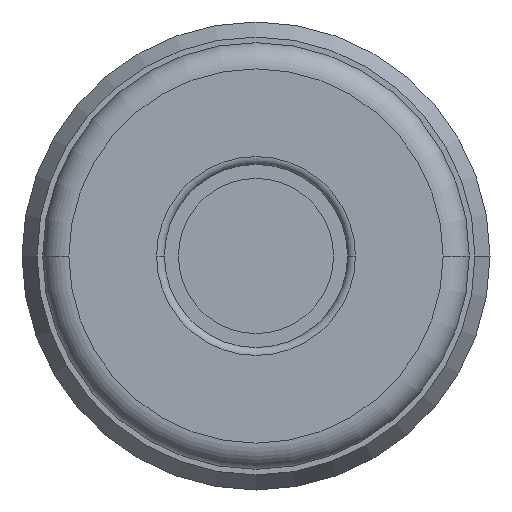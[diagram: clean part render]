
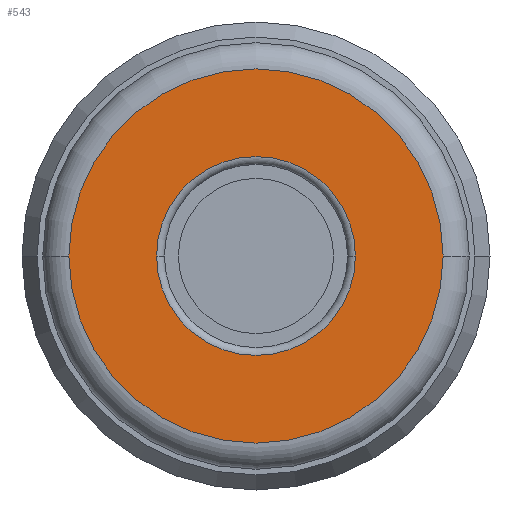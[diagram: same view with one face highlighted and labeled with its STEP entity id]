
A CAD part, front view. The second image highlights one B-rep face of the part: STEP entity #543.
In plain terms, the highlighted planar face has unit normal (0, -1, 0).
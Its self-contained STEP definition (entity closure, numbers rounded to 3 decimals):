
#142=CARTESIAN_POINT('',(0.,-21.003,0.));
#143=DIRECTION('',(0.,1.,0.));
#144=DIRECTION('',(-1.,0.,0.));
#145=AXIS2_PLACEMENT_3D('',#142,#143,#144);
#147=CARTESIAN_POINT('',(0.,-21.003,0.));
#148=DIRECTION('',(0.,1.,0.));
#149=DIRECTION('',(1.,0.,0.));
#150=AXIS2_PLACEMENT_3D('',#147,#148,#149);
#152=CARTESIAN_POINT('',(0.,-21.003,0.));
#153=DIRECTION('',(0.,-1.,0.));
#154=DIRECTION('',(-1.,0.,0.));
#155=AXIS2_PLACEMENT_3D('',#152,#153,#154);
#157=CARTESIAN_POINT('',(0.,-21.003,0.));
#158=DIRECTION('',(0.,-1.,0.));
#159=DIRECTION('',(1.,0.,0.));
#160=AXIS2_PLACEMENT_3D('',#157,#158,#159);
#260=CARTESIAN_POINT('',(3.8,-21.003,0.));
#261=VERTEX_POINT('',#260);
#262=CARTESIAN_POINT('',(-3.8,-21.003,0.));
#263=VERTEX_POINT('',#262);
#264=CARTESIAN_POINT('',(-7.15,-21.003,0.));
#265=CARTESIAN_POINT('',(7.15,-21.003,0.));
#266=VERTEX_POINT('',#264);
#267=VERTEX_POINT('',#265);
#528=CARTESIAN_POINT('',(0.,-21.003,0.));
#529=DIRECTION('',(0.,-1.,0.));
#530=DIRECTION('',(-1.,0.,0.));
#531=AXIS2_PLACEMENT_3D('',#528,#529,#530);
#532=PLANE('',#531);
#533=ORIENTED_EDGE('',*,*,#494,.T.);
#534=ORIENTED_EDGE('',*,*,#515,.T.);
#535=EDGE_LOOP('',(#533,#534));
#536=FACE_OUTER_BOUND('',#535,.F.);
#538=ORIENTED_EDGE('',*,*,#537,.T.);
#540=ORIENTED_EDGE('',*,*,#539,.T.);
#541=EDGE_LOOP('',(#538,#540));
#542=FACE_BOUND('',#541,.F.);
#543=ADVANCED_FACE('',(#536,#542),#532,.T.);
#146=CIRCLE('',#145,7.15);
#151=CIRCLE('',#150,7.15);
#156=CIRCLE('',#155,3.8);
#161=CIRCLE('',#160,3.8);
#494=EDGE_CURVE('',#266,#267,#146,.T.);
#515=EDGE_CURVE('',#267,#266,#151,.T.);
#537=EDGE_CURVE('',#263,#261,#156,.T.);
#539=EDGE_CURVE('',#261,#263,#161,.T.);
